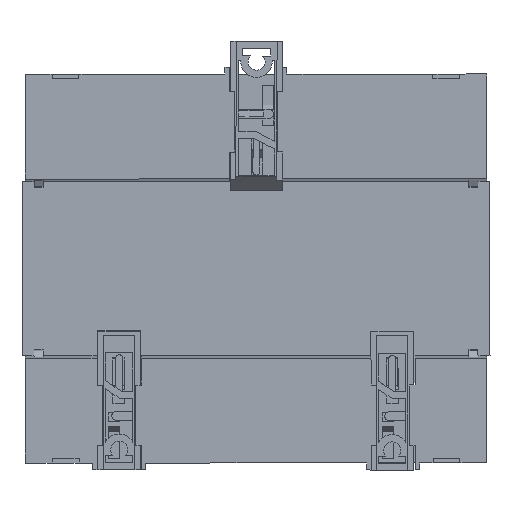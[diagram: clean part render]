
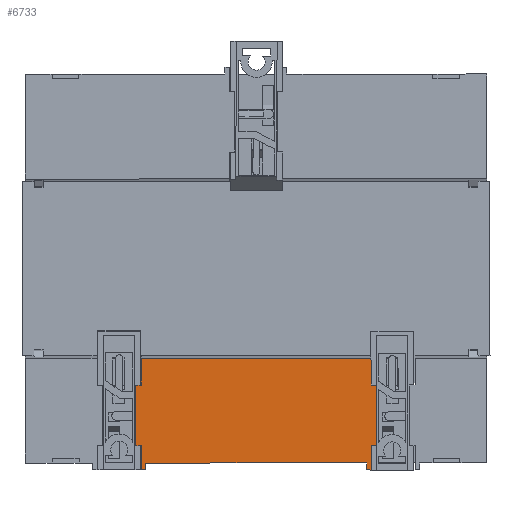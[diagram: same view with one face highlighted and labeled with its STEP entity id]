
A CAD part, front view. The second image highlights one B-rep face of the part: STEP entity #6733.
In plain terms, the highlighted face is planar.
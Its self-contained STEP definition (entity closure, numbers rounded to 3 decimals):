
#144=PLANE('',#7206);
#465=FACE_OUTER_BOUND('',#846,.T.);
#846=EDGE_LOOP('',(#5181,#5182,#5183,#5184,#5185,#5186,#5187,#5188,#5189,
#5190,#5191,#5192,#5193,#5194,#5195,#5196));
#1358=LINE('',#9661,#2266);
#1578=LINE('',#10103,#2486);
#1579=LINE('',#10105,#2487);
#1580=LINE('',#10107,#2488);
#1581=LINE('',#10108,#2489);
#1582=LINE('',#10110,#2490);
#1583=LINE('',#10112,#2491);
#1584=LINE('',#10114,#2492);
#1585=LINE('',#10116,#2493);
#1586=LINE('',#10118,#2494);
#1587=LINE('',#10120,#2495);
#1588=LINE('',#10122,#2496);
#1589=LINE('',#10124,#2497);
#1590=LINE('',#10126,#2498);
#1591=LINE('',#10128,#2499);
#1592=LINE('',#10129,#2500);
#2266=VECTOR('',#7844,1000.);
#2486=VECTOR('',#8082,1000.);
#2487=VECTOR('',#8083,1000.);
#2488=VECTOR('',#8084,1000.);
#2489=VECTOR('',#8085,1000.);
#2490=VECTOR('',#8086,1000.);
#2491=VECTOR('',#8087,1000.);
#2492=VECTOR('',#8088,1000.);
#2493=VECTOR('',#8089,1000.);
#2494=VECTOR('',#8090,1000.);
#2495=VECTOR('',#8091,1000.);
#2496=VECTOR('',#8092,1000.);
#2497=VECTOR('',#8093,1000.);
#2498=VECTOR('',#8094,1000.);
#2499=VECTOR('',#8095,1000.);
#2500=VECTOR('',#8096,1000.);
#3144=VERTEX_POINT('',#9657);
#3146=VERTEX_POINT('',#9660);
#3358=VERTEX_POINT('',#10101);
#3359=VERTEX_POINT('',#10102);
#3360=VERTEX_POINT('',#10104);
#3361=VERTEX_POINT('',#10106);
#3362=VERTEX_POINT('',#10109);
#3363=VERTEX_POINT('',#10111);
#3364=VERTEX_POINT('',#10113);
#3365=VERTEX_POINT('',#10115);
#3366=VERTEX_POINT('',#10117);
#3367=VERTEX_POINT('',#10119);
#3368=VERTEX_POINT('',#10121);
#3369=VERTEX_POINT('',#10123);
#3370=VERTEX_POINT('',#10125);
#3371=VERTEX_POINT('',#10127);
#3831=EDGE_CURVE('',#3146,#3144,#1358,.T.);
#4051=EDGE_CURVE('',#3358,#3359,#1578,.T.);
#4052=EDGE_CURVE('',#3358,#3360,#1579,.T.);
#4053=EDGE_CURVE('',#3361,#3360,#1580,.T.);
#4054=EDGE_CURVE('',#3361,#3146,#1581,.T.);
#4055=EDGE_CURVE('',#3362,#3144,#1582,.T.);
#4056=EDGE_CURVE('',#3363,#3362,#1583,.T.);
#4057=EDGE_CURVE('',#3363,#3364,#1584,.T.);
#4058=EDGE_CURVE('',#3365,#3364,#1585,.T.);
#4059=EDGE_CURVE('',#3366,#3365,#1586,.T.);
#4060=EDGE_CURVE('',#3366,#3367,#1587,.T.);
#4061=EDGE_CURVE('',#3368,#3367,#1588,.T.);
#4062=EDGE_CURVE('',#3369,#3368,#1589,.T.);
#4063=EDGE_CURVE('',#3369,#3370,#1590,.T.);
#4064=EDGE_CURVE('',#3370,#3371,#1591,.T.);
#4065=EDGE_CURVE('',#3371,#3359,#1592,.T.);
#5181=ORIENTED_EDGE('',*,*,#4051,.F.);
#5182=ORIENTED_EDGE('',*,*,#4052,.T.);
#5183=ORIENTED_EDGE('',*,*,#4053,.F.);
#5184=ORIENTED_EDGE('',*,*,#4054,.T.);
#5185=ORIENTED_EDGE('',*,*,#3831,.T.);
#5186=ORIENTED_EDGE('',*,*,#4055,.F.);
#5187=ORIENTED_EDGE('',*,*,#4056,.F.);
#5188=ORIENTED_EDGE('',*,*,#4057,.T.);
#5189=ORIENTED_EDGE('',*,*,#4058,.F.);
#5190=ORIENTED_EDGE('',*,*,#4059,.F.);
#5191=ORIENTED_EDGE('',*,*,#4060,.T.);
#5192=ORIENTED_EDGE('',*,*,#4061,.F.);
#5193=ORIENTED_EDGE('',*,*,#4062,.F.);
#5194=ORIENTED_EDGE('',*,*,#4063,.T.);
#5195=ORIENTED_EDGE('',*,*,#4064,.T.);
#5196=ORIENTED_EDGE('',*,*,#4065,.T.);
#6733=ADVANCED_FACE('',(#465),#144,.F.);
#7206=AXIS2_PLACEMENT_3D('',#10100,#8080,#8081);
#7844=DIRECTION('',(-1.,0.,0.));
#8080=DIRECTION('center_axis',(0.,-1.,0.));
#8081=DIRECTION('ref_axis',(0.,0.,1.));
#8082=DIRECTION('',(1.,0.,0.));
#8083=DIRECTION('',(0.,0.,-1.));
#8084=DIRECTION('',(1.,0.,0.));
#8085=DIRECTION('',(0.,0.,1.));
#8086=DIRECTION('',(0.,0.,1.));
#8087=DIRECTION('',(1.,0.,0.));
#8088=DIRECTION('',(0.,0.,1.));
#8089=DIRECTION('',(1.,0.,0.));
#8090=DIRECTION('',(0.,0.,-1.));
#8091=DIRECTION('',(1.,0.,0.));
#8092=DIRECTION('',(0.,0.,-1.));
#8093=DIRECTION('',(-1.,0.,0.));
#8094=DIRECTION('',(0.,0.,-1.));
#8095=DIRECTION('',(1.,0.,0.));
#8096=DIRECTION('',(0.,0.,-1.));
#9657=CARTESIAN_POINT('',(-24.6,5.,-43.3));
#9660=CARTESIAN_POINT('',(24.6,5.,-43.3));
#9661=CARTESIAN_POINT('',(49.9,5.,-43.3));
#10100=CARTESIAN_POINT('Origin',(49.9,5.,-43.3));
#10101=CARTESIAN_POINT('',(25.6,5.,-39.45));
#10102=CARTESIAN_POINT('',(26.75,5.,-39.45));
#10103=CARTESIAN_POINT('',(25.6,5.,-39.45));
#10104=CARTESIAN_POINT('',(25.6,5.,-44.8));
#10105=CARTESIAN_POINT('',(25.6,5.,-39.45));
#10106=CARTESIAN_POINT('',(24.6,5.,-44.8));
#10107=CARTESIAN_POINT('',(0.,5.,-44.8));
#10108=CARTESIAN_POINT('',(24.6,5.,-44.8));
#10109=CARTESIAN_POINT('',(-24.6,5.,-44.8));
#10110=CARTESIAN_POINT('',(-24.6,5.,-44.8));
#10111=CARTESIAN_POINT('',(-25.6,5.,-44.8));
#10112=CARTESIAN_POINT('',(-25.6,5.,-44.8));
#10113=CARTESIAN_POINT('',(-25.6,5.,-39.45));
#10114=CARTESIAN_POINT('',(-25.6,5.,-43.3));
#10115=CARTESIAN_POINT('',(-26.75,5.,-39.45));
#10116=CARTESIAN_POINT('',(-26.75,5.,-39.45));
#10117=CARTESIAN_POINT('',(-26.75,5.,-25.95));
#10118=CARTESIAN_POINT('',(-26.75,5.,-19.05));
#10119=CARTESIAN_POINT('',(-25.6,5.,-25.95));
#10120=CARTESIAN_POINT('',(0.,5.,-25.95));
#10121=CARTESIAN_POINT('',(-25.6,5.,-19.95));
#10122=CARTESIAN_POINT('',(-25.6,5.,0.));
#10123=CARTESIAN_POINT('',(25.6,5.,-19.95));
#10124=CARTESIAN_POINT('',(49.9,5.,-19.95));
#10125=CARTESIAN_POINT('',(25.6,5.,-25.95));
#10126=CARTESIAN_POINT('',(25.6,5.,-19.4));
#10127=CARTESIAN_POINT('',(26.75,5.,-25.95));
#10128=CARTESIAN_POINT('',(25.6,5.,-25.95));
#10129=CARTESIAN_POINT('',(26.75,5.,-19.05));
